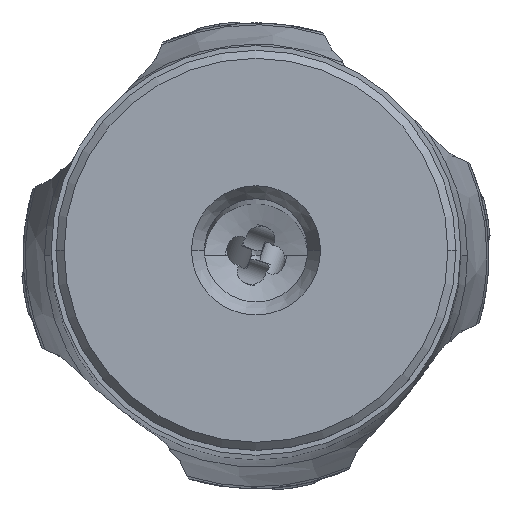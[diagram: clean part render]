
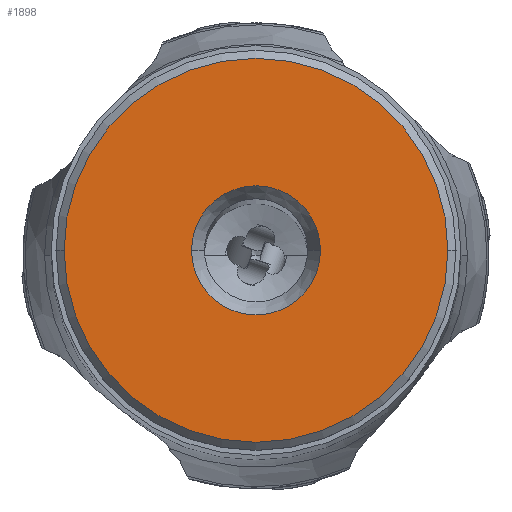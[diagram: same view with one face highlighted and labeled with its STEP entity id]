
A CAD part, top view. The second image highlights one B-rep face of the part: STEP entity #1898.
In plain terms, the highlighted planar face has unit normal (0, 0, 1).
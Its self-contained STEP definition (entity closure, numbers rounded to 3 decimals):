
#1898=ADVANCED_FACE('',(#2214,#2215),#2178,.T.);
#2178=PLANE('',#10406);
#2214=FACE_BOUND('',#2586,.T.);
#2215=FACE_BOUND('',#2587,.T.);
#2586=EDGE_LOOP('',(#5783,#5784,#5785));
#2587=EDGE_LOOP('',(#5786,#5787));
#5783=ORIENTED_EDGE('',*,*,#8704,.F.);
#5784=ORIENTED_EDGE('',*,*,#8705,.F.);
#5785=ORIENTED_EDGE('',*,*,#8706,.F.);
#5786=ORIENTED_EDGE('',*,*,#8703,.F.);
#5787=ORIENTED_EDGE('',*,*,#8707,.F.);
#7346=VERTEX_POINT('',#23257);
#7347=VERTEX_POINT('',#23259);
#7348=VERTEX_POINT('',#23263);
#7349=VERTEX_POINT('',#23264);
#7350=VERTEX_POINT('',#23266);
#8703=EDGE_CURVE('',#7347,#7346,#9318,.T.);
#8704=EDGE_CURVE('',#7348,#7349,#9319,.T.);
#8705=EDGE_CURVE('',#7350,#7348,#9320,.T.);
#8706=EDGE_CURVE('',#7349,#7350,#9321,.T.);
#8707=EDGE_CURVE('',#7346,#7347,#9322,.T.);
#9318=CIRCLE('',#10400,5.);
#9319=CIRCLE('',#10402,14.875);
#9320=CIRCLE('',#10403,14.875);
#9321=CIRCLE('',#10404,14.875);
#9322=CIRCLE('',#10405,5.);
#10400=AXIS2_PLACEMENT_3D('',#23260,#12498,#12499);
#10402=AXIS2_PLACEMENT_3D('',#23262,#12502,#12503);
#10403=AXIS2_PLACEMENT_3D('',#23265,#12504,#12505);
#10404=AXIS2_PLACEMENT_3D('',#23267,#12506,#12507);
#10405=AXIS2_PLACEMENT_3D('',#23268,#12508,#12509);
#10406=AXIS2_PLACEMENT_3D('',#23269,#12510,#12511);
#12498=DIRECTION('',(0.,0.,1.));
#12499=DIRECTION('',(-1.,0.,0.));
#12502=DIRECTION('',(0.,0.,-1.));
#12503=DIRECTION('',(-1.,0.,0.));
#12504=DIRECTION('',(0.,0.,-1.));
#12505=DIRECTION('',(0.,-1.,0.));
#12506=DIRECTION('',(0.,0.,-1.));
#12507=DIRECTION('',(1.,0.,0.));
#12508=DIRECTION('',(0.,0.,1.));
#12509=DIRECTION('',(1.,0.,0.));
#12510=DIRECTION('',(0.,0.,1.));
#12511=DIRECTION('',(-1.,0.,0.));
#23257=CARTESIAN_POINT('',(5.,0.,0.));
#23259=CARTESIAN_POINT('',(-5.,0.,0.));
#23260=CARTESIAN_POINT('',(0.,0.,0.));
#23262=CARTESIAN_POINT('',(0.,0.,0.));
#23263=CARTESIAN_POINT('',(-14.875,0.,0.));
#23264=CARTESIAN_POINT('',(14.875,0.,0.));
#23265=CARTESIAN_POINT('',(0.,0.,0.));
#23266=CARTESIAN_POINT('',(0.,-14.875,0.));
#23267=CARTESIAN_POINT('',(0.,0.,0.));
#23268=CARTESIAN_POINT('',(0.,0.,0.));
#23269=CARTESIAN_POINT('',(0.,0.,0.));
